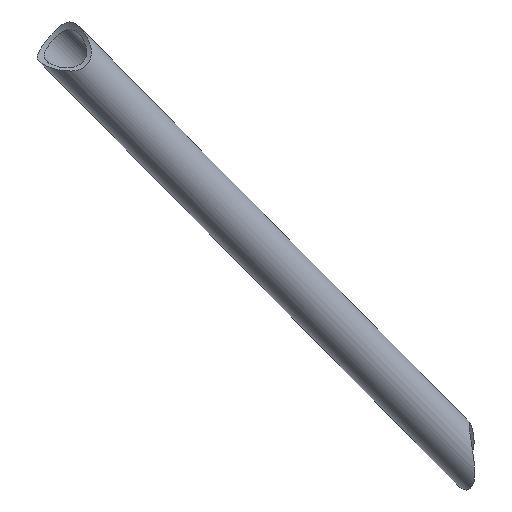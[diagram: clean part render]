
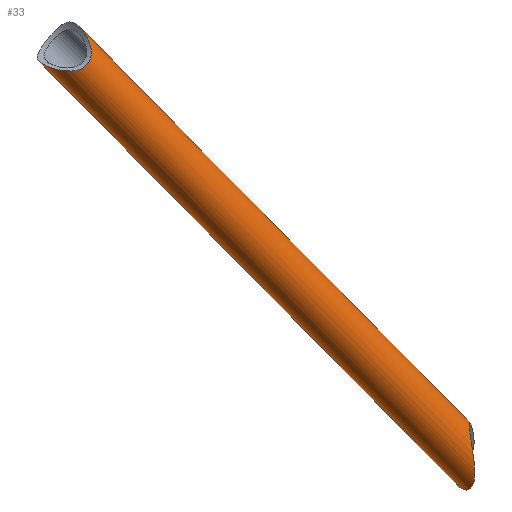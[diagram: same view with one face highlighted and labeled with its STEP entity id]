
A CAD part, isometric view. The second image highlights one B-rep face of the part: STEP entity #33.
In plain terms, the highlighted cylindrical face has radius 7.5 mm (diameter 15 mm), a partial arc.
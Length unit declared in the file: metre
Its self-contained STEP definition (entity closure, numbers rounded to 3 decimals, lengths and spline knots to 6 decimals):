
#33=ADVANCED_FACE('',(#67),#68,.T.);
#67=FACE_OUTER_BOUND('',#100,.T.);
#68=CYLINDRICAL_SURFACE('',#101,0.0075);
#100=EDGE_LOOP('',(#127,#128,#129,#130,#131));
#101=AXIS2_PLACEMENT_3D('',#132,#133,#134);
#127=ORIENTED_EDGE('',*,*,#208,.F.);
#128=ORIENTED_EDGE('',*,*,#209,.F.);
#129=ORIENTED_EDGE('',*,*,#210,.T.);
#130=ORIENTED_EDGE('',*,*,#211,.F.);
#131=ORIENTED_EDGE('',*,*,#212,.T.);
#132=CARTESIAN_POINT('',(-2.050473,-0.218673,0.268209));
#133=DIRECTION('',(-0.459,0.412,0.787));
#134=DIRECTION('',(-0.787,0.222,-0.575));
#208=EDGE_CURVE('',#241,#242,#243,.T.);
#209=EDGE_CURVE('0:70',#244,#241,#245,.T.);
#210=EDGE_CURVE('0:55',#244,#246,#247,.T.);
#211=EDGE_CURVE('',#248,#246,#249,.T.);
#212=EDGE_CURVE('',#248,#242,#250,.F.);
#241=VERTEX_POINT('',#291);
#242=VERTEX_POINT('',#292);
#243=LINE('',#293,#294);
#244=VERTEX_POINT('',#295);
#245=B_SPLINE_CURVE_WITH_KNOTS('',3,(#296,#297,#298,#299,#300,#301,#302,#303,#304,#305,#306,#307,#308),.UNSPECIFIED.,.F.,.F.,(4,3,3,3,4),(2.255021,6.062087,9.861269,13.813093,16.88616),.UNSPECIFIED.);
#246=VERTEX_POINT('',#309);
#247=B_SPLINE_CURVE_WITH_KNOTS('',5,(#310,#311,#312,#313,#314,#315,#316,#317,#318,#319,#320,#321,#322,#323,#324,#325,#326,#327,#328,#329,#330,#331,#332,#333,#334,#335,#336,#337,#338,#339,#340,#341,#342,#343,#344,#345,#346,#347,#348,#349,#350,#351,#352,#353,#354,#355),.UNSPECIFIED.,.F.,.F.,(6,3,3,5,3,3,3,3,3,3,3,3,5,6),(0.0,5.313204,8.574524,15.098888,20.120725,27.961397,32.229322,34.770805,38.652271,42.544564,47.94264,56.481851,61.626698,64.040996),.UNSPECIFIED.);
#248=VERTEX_POINT('',#356);
#249=LINE('',#357,#358);
#250=B_SPLINE_CURVE_WITH_KNOTS('',3,(#359,#360,#361,#362,#363,#364,#365,#366,#367,#368,#369,#370,#371,#372,#373,#374,#375,#376,#377,#378,#379,#380,#381,#382,#383),.UNSPECIFIED.,.F.,.F.,(4,2,2,2,2,2,2,2,1,2,2,2,4),(16.503293,16.983793,20.380552,22.645058,27.174069,31.703081,37.381022,40.827813,43.125673,45.423533,50.019254,54.614974,55.618206),.UNSPECIFIED.);
#291=CARTESIAN_POINT('',(-1.985251,-0.280928,0.141796));
#292=CARTESIAN_POINT('',(-2.07408,-0.201095,0.294284));
#293=CARTESIAN_POINT('',(-2.056378,-0.217004,0.263896));
#294=VECTOR('',#768,1.0);
#295=CARTESIAN_POINT('',(-1.98575,-0.284388,0.142594));
#296=CARTESIAN_POINT('',(-1.98575,-0.284388,0.142594));
#297=CARTESIAN_POINT('',(-1.985798,-0.283529,0.142262));
#298=CARTESIAN_POINT('',(-1.985723,-0.282613,0.142046));
#299=CARTESIAN_POINT('',(-1.985498,-0.281728,0.141905));
#300=CARTESIAN_POINT('',(-1.985274,-0.280845,0.141763));
#301=CARTESIAN_POINT('',(-1.9849,-0.279992,0.141697));
#302=CARTESIAN_POINT('',(-1.984393,-0.27924,0.141686));
#303=CARTESIAN_POINT('',(-1.983866,-0.278458,0.141674));
#304=CARTESIAN_POINT('',(-1.983197,-0.277789,0.141724));
#305=CARTESIAN_POINT('',(-1.982449,-0.277275,0.141824));
#306=CARTESIAN_POINT('',(-1.981868,-0.276875,0.141901));
#307=CARTESIAN_POINT('',(-1.98124,-0.276568,0.14201));
#308=CARTESIAN_POINT('',(-1.980599,-0.276352,0.142148));
#309=CARTESIAN_POINT('',(-1.979094,-0.279185,0.160125));
#310=CARTESIAN_POINT('',(-1.98575,-0.284388,0.142594));
#311=CARTESIAN_POINT('',(-1.985797,-0.285036,0.143023));
#312=CARTESIAN_POINT('',(-1.985781,-0.285626,0.143533));
#313=CARTESIAN_POINT('',(-1.985722,-0.286123,0.144131));
#314=CARTESIAN_POINT('',(-1.985609,-0.286728,0.145199));
#315=CARTESIAN_POINT('',(-1.985495,-0.287065,0.146358));
#316=CARTESIAN_POINT('',(-1.985453,-0.287158,0.146808));
#317=CARTESIAN_POINT('',(-1.985337,-0.287348,0.148164));
#318=CARTESIAN_POINT('',(-1.985237,-0.287312,0.149536));
#319=CARTESIAN_POINT('',(-1.985174,-0.287223,0.150443));
#320=CARTESIAN_POINT('',(-1.985106,-0.287081,0.15134));
#321=CARTESIAN_POINT('',(-1.985028,-0.286895,0.152224));
#322=CARTESIAN_POINT('',(-1.984968,-0.286752,0.152905));
#323=CARTESIAN_POINT('',(-1.984902,-0.286581,0.153582));
#324=CARTESIAN_POINT('',(-1.984826,-0.286386,0.154254));
#325=CARTESIAN_POINT('',(-1.9846,-0.285824,0.155957));
#326=CARTESIAN_POINT('',(-1.984266,-0.285098,0.157595));
#327=CARTESIAN_POINT('',(-1.984007,-0.284594,0.15855));
#328=CARTESIAN_POINT('',(-1.983483,-0.283684,0.159973));
#329=CARTESIAN_POINT('',(-1.982622,-0.282527,0.160989));
#330=CARTESIAN_POINT('',(-1.982266,-0.282083,0.161279));
#331=CARTESIAN_POINT('',(-1.981602,-0.281342,0.161519));
#332=CARTESIAN_POINT('',(-1.980884,-0.280648,0.161398));
#333=CARTESIAN_POINT('',(-1.980616,-0.280403,0.161304));
#334=CARTESIAN_POINT('',(-1.979956,-0.279828,0.160965));
#335=CARTESIAN_POINT('',(-1.979348,-0.27936,0.160429));
#336=CARTESIAN_POINT('',(-1.979004,-0.279112,0.160058));
#337=CARTESIAN_POINT('',(-1.978361,-0.278674,0.15926));
#338=CARTESIAN_POINT('',(-1.977796,-0.278327,0.158371));
#339=CARTESIAN_POINT('',(-1.977531,-0.278171,0.15791));
#340=CARTESIAN_POINT('',(-1.976935,-0.277836,0.156782));
#341=CARTESIAN_POINT('',(-1.976425,-0.277572,0.155596));
#342=CARTESIAN_POINT('',(-1.976155,-0.277437,0.154894));
#343=CARTESIAN_POINT('',(-1.975528,-0.277124,0.153051));
#344=CARTESIAN_POINT('',(-1.975095,-0.276879,0.151141));
#345=CARTESIAN_POINT('',(-1.974912,-0.276744,0.149956));
#346=CARTESIAN_POINT('',(-1.974803,-0.276512,0.148012));
#347=CARTESIAN_POINT('',(-1.975198,-0.276265,0.146153));
#348=CARTESIAN_POINT('',(-1.975437,-0.27617,0.145479));
#349=CARTESIAN_POINT('',(-1.975774,-0.276087,0.144866));
#350=CARTESIAN_POINT('',(-1.976185,-0.276033,0.144319));
#351=CARTESIAN_POINT('',(-1.976378,-0.276008,0.144063));
#352=CARTESIAN_POINT('',(-1.976589,-0.275989,0.143819));
#353=CARTESIAN_POINT('',(-1.976816,-0.275977,0.143588));
#354=CARTESIAN_POINT('',(-1.977057,-0.275975,0.143371));
#355=CARTESIAN_POINT('',(-1.977311,-0.275984,0.143167));
#356=CARTESIAN_POINT('',(-2.061511,-0.205115,0.301606));
#357=CARTESIAN_POINT('',(-2.044569,-0.220341,0.272522));
#358=VECTOR('',#769,1.0);
#359=CARTESIAN_POINT('',(-2.07408,-0.201095,0.294284));
#360=CARTESIAN_POINT('',(-2.074119,-0.201204,0.294296));
#361=CARTESIAN_POINT('',(-2.074155,-0.201314,0.294306));
#362=CARTESIAN_POINT('',(-2.074413,-0.202213,0.294386));
#363=CARTESIAN_POINT('',(-2.074448,-0.203048,0.2944));
#364=CARTESIAN_POINT('',(-2.074276,-0.204394,0.294344));
#365=CARTESIAN_POINT('',(-2.074149,-0.204921,0.294303));
#366=CARTESIAN_POINT('',(-2.073647,-0.206459,0.294161));
#367=CARTESIAN_POINT('',(-2.073157,-0.207425,0.294041));
#368=CARTESIAN_POINT('',(-2.071975,-0.209221,0.293884));
#369=CARTESIAN_POINT('',(-2.071277,-0.210054,0.293844));
#370=CARTESIAN_POINT('',(-2.069495,-0.211667,0.29398));
#371=CARTESIAN_POINT('',(-2.068347,-0.212378,0.294221));
#372=CARTESIAN_POINT('',(-2.06647,-0.212804,0.295057));
#373=CARTESIAN_POINT('',(-2.065759,-0.212789,0.295481));
#374=CARTESIAN_POINT('',(-2.064723,-0.212462,0.296281));
#375=CARTESIAN_POINT('',(-2.063973,-0.212048,0.296966));
#376=CARTESIAN_POINT('',(-2.063403,-0.211421,0.297663));
#377=CARTESIAN_POINT('',(-2.062662,-0.210382,0.298683));
#378=CARTESIAN_POINT('',(-2.062319,-0.20956,0.299332));
#379=CARTESIAN_POINT('',(-2.06182,-0.207781,0.300489));
#380=CARTESIAN_POINT('',(-2.061664,-0.20682,0.301002));
#381=CARTESIAN_POINT('',(-2.061545,-0.205571,0.301463));
#382=CARTESIAN_POINT('',(-2.061527,-0.205344,0.301539));
#383=CARTESIAN_POINT('',(-2.061511,-0.205115,0.301606));
#768=DIRECTION('',(-0.459,0.412,0.787));
#769=DIRECTION('',(0.459,-0.412,-0.787));
